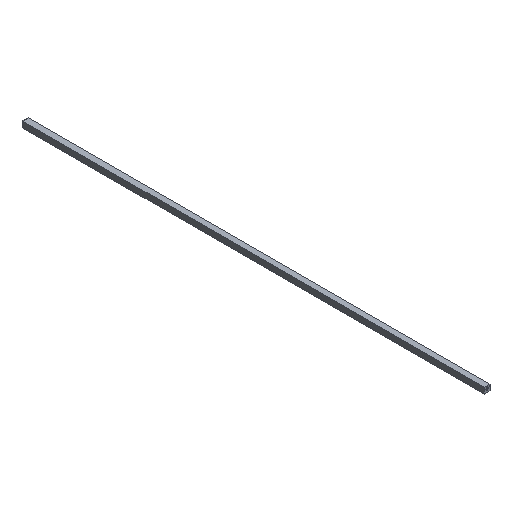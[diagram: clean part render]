
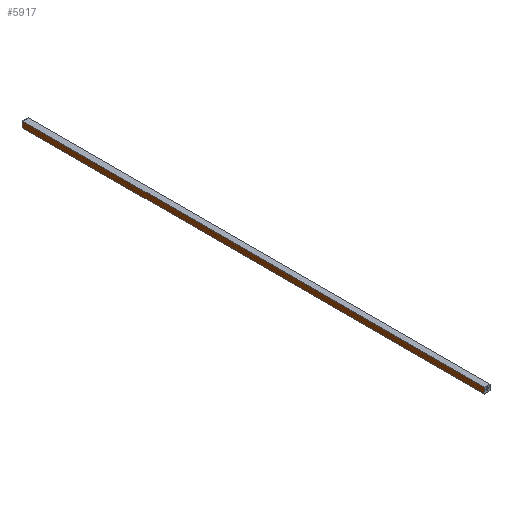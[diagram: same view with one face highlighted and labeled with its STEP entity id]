
A CAD part, isometric view. The second image highlights one B-rep face of the part: STEP entity #5917.
In plain terms, the highlighted planar face has unit normal (-1, 0, 0).
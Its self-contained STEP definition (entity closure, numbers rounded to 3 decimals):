
#543 = CARTESIAN_POINT ( 'NONE',  ( -6., 0., -6. ) ) ;
#666 = CARTESIAN_POINT ( 'NONE',  ( -6., 942.2, -6. ) ) ;
#883 = VECTOR ( 'NONE', #4135, 1000. ) ;
#963 = VECTOR ( 'NONE', #2397, 1000. ) ;
#1549 = ORIENTED_EDGE ( 'NONE', *, *, #6795, .T. ) ;
#1742 = VERTEX_POINT ( 'NONE', #666 ) ;
#2397 = DIRECTION ( 'NONE',  ( 0., 0., 1. ) ) ;
#2939 = VECTOR ( 'NONE', #7121, 1000. ) ;
#3049 = VECTOR ( 'NONE', #4615, 1000. ) ;
#3135 = VERTEX_POINT ( 'NONE', #9192 ) ;
#3156 = LINE ( 'NONE', #5046, #963 ) ;
#3720 = CARTESIAN_POINT ( 'NONE',  ( -6., 0., 6. ) ) ;
#3744 = CARTESIAN_POINT ( 'NONE',  ( -6., 950.2, -6. ) ) ;
#4135 = DIRECTION ( 'NONE',  ( 0., -1., 0. ) ) ;
#4564 = ORIENTED_EDGE ( 'NONE', *, *, #10418, .F. ) ;
#4615 = DIRECTION ( 'NONE',  ( 0., -1., 0. ) ) ;
#4737 = AXIS2_PLACEMENT_3D ( 'NONE', #7878, #7497, #6238 ) ;
#4803 = EDGE_CURVE ( 'NONE', #1742, #3135, #8504, .T. ) ;
#5046 = CARTESIAN_POINT ( 'NONE',  ( -6., 0., -6. ) ) ;
#5544 = LINE ( 'NONE', #6678, #883 ) ;
#5748 = VERTEX_POINT ( 'NONE', #3720 ) ;
#5917 = ADVANCED_FACE ( 'NONE', ( #7383 ), #7843, .F. ) ;
#6238 = DIRECTION ( 'NONE',  ( 0., 0., -1. ) ) ;
#6678 = CARTESIAN_POINT ( 'NONE',  ( -6., 950.2, 6. ) ) ;
#6795 = EDGE_CURVE ( 'NONE', #1742, #8581, #9301, .T. ) ;
#7010 = ORIENTED_EDGE ( 'NONE', *, *, #4803, .F. ) ;
#7121 = DIRECTION ( 'NONE',  ( 0., 0., 1. ) ) ;
#7383 = FACE_OUTER_BOUND ( 'NONE', #9096, .T. ) ;
#7497 = DIRECTION ( 'NONE',  ( 1., 0., 0. ) ) ;
#7843 = PLANE ( 'NONE',  #4737 ) ;
#7878 = CARTESIAN_POINT ( 'NONE',  ( -6., 950.2, -6. ) ) ;
#8105 = ORIENTED_EDGE ( 'NONE', *, *, #8674, .T. ) ;
#8504 = LINE ( 'NONE', #9771, #2939 ) ;
#8581 = VERTEX_POINT ( 'NONE', #543 ) ;
#8674 = EDGE_CURVE ( 'NONE', #8581, #5748, #3156, .T. ) ;
#9096 = EDGE_LOOP ( 'NONE', ( #7010, #1549, #8105, #4564 ) ) ;
#9192 = CARTESIAN_POINT ( 'NONE',  ( -6., 942.2, 6. ) ) ;
#9301 = LINE ( 'NONE', #3744, #3049 ) ;
#9771 = CARTESIAN_POINT ( 'NONE',  ( -6., 942.2, -944. ) ) ;
#10418 = EDGE_CURVE ( 'NONE', #3135, #5748, #5544, .T. ) ;
